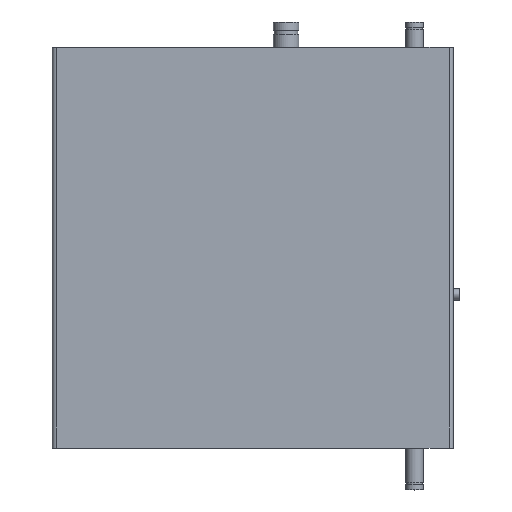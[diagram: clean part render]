
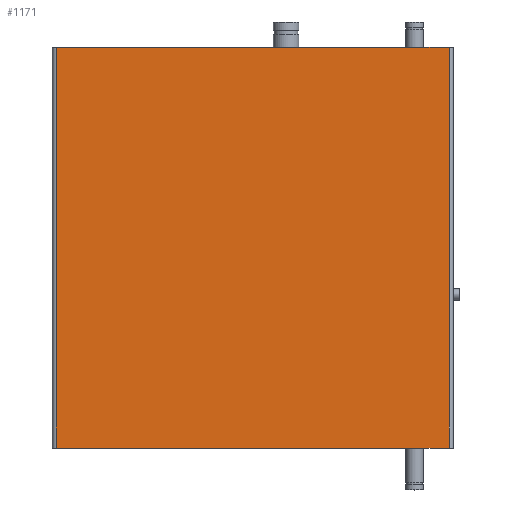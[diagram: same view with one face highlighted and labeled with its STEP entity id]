
A CAD part, top view. The second image highlights one B-rep face of the part: STEP entity #1171.
In plain terms, the highlighted planar face has unit normal (0, 0, 1).
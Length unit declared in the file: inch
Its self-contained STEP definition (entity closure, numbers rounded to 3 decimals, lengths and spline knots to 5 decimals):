
#146=FACE_OUTER_BOUND('',#217,.T.);
#217=EDGE_LOOP('',(#827,#828,#829,#830));
#330=LINE('',#1809,#431);
#331=LINE('',#1813,#432);
#332=LINE('',#1815,#433);
#333=LINE('',#1816,#434);
#431=VECTOR('',#1431,0.3937);
#432=VECTOR('',#1436,0.3937);
#433=VECTOR('',#1437,0.3937);
#434=VECTOR('',#1438,0.3937);
#526=VERTEX_POINT('',#1806);
#527=VERTEX_POINT('',#1808);
#528=VERTEX_POINT('',#1812);
#529=VERTEX_POINT('',#1814);
#645=EDGE_CURVE('',#527,#526,#330,.T.);
#647=EDGE_CURVE('',#528,#526,#331,.T.);
#648=EDGE_CURVE('',#529,#528,#332,.T.);
#649=EDGE_CURVE('',#529,#527,#333,.T.);
#827=ORIENTED_EDGE('',*,*,#647,.F.);
#828=ORIENTED_EDGE('',*,*,#648,.F.);
#829=ORIENTED_EDGE('',*,*,#649,.T.);
#830=ORIENTED_EDGE('',*,*,#645,.T.);
#1125=PLANE('',#1264);
#1171=ADVANCED_FACE('',(#146),#1125,.T.);
#1264=AXIS2_PLACEMENT_3D('',#1811,#1434,#1435);
#1431=DIRECTION('',(0.,-1.,0.));
#1434=DIRECTION('center_axis',(0.,0.,1.));
#1435=DIRECTION('ref_axis',(-1.,0.,0.));
#1436=DIRECTION('',(-1.,0.,0.));
#1437=DIRECTION('',(0.,-1.,0.));
#1438=DIRECTION('',(-1.,0.,0.));
#1806=CARTESIAN_POINT('',(0.3,0.,8.38));
#1808=CARTESIAN_POINT('',(0.3,30.,8.38));
#1809=CARTESIAN_POINT('',(0.3,30.,8.38));
#1811=CARTESIAN_POINT('Origin',(29.7,30.,8.38));
#1812=CARTESIAN_POINT('',(29.7,0.,8.38));
#1813=CARTESIAN_POINT('',(22.35,0.,8.38));
#1814=CARTESIAN_POINT('',(29.7,30.,8.38));
#1815=CARTESIAN_POINT('',(29.7,30.,8.38));
#1816=CARTESIAN_POINT('',(29.7,30.,8.38));
